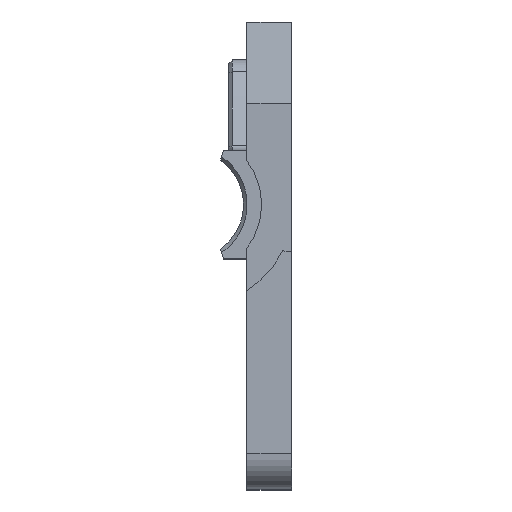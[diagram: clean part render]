
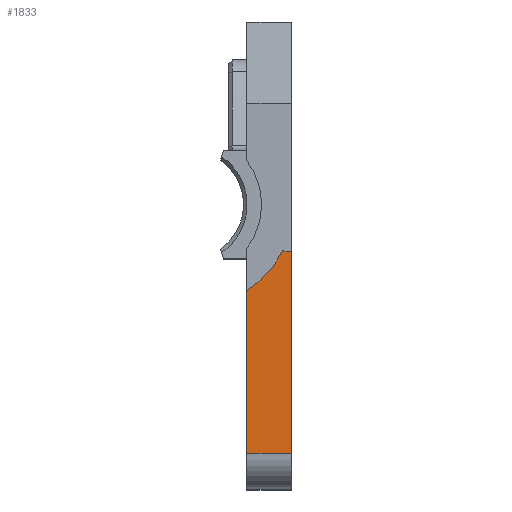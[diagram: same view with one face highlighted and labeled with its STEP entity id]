
A CAD part, top view. The second image highlights one B-rep face of the part: STEP entity #1833.
In plain terms, the highlighted planar face has unit normal (0, 0, 1).
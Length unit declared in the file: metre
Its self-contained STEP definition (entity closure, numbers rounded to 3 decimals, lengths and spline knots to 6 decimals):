
#120=LINE('',#3274,#239);
#121=LINE('',#3277,#240);
#122=LINE('',#3279,#241);
#123=LINE('',#3283,#242);
#239=VECTOR('',#2503,1.);
#240=VECTOR('',#2504,1.);
#241=VECTOR('',#2505,1.);
#242=VECTOR('',#2508,1.);
#309=PLANE('',#2042);
#594=ORIENTED_EDGE('',*,*,#1001,.F.);
#595=ORIENTED_EDGE('',*,*,#1002,.T.);
#596=ORIENTED_EDGE('',*,*,#1003,.F.);
#597=ORIENTED_EDGE('',*,*,#1004,.T.);
#598=ORIENTED_EDGE('',*,*,#1005,.F.);
#1001=EDGE_CURVE('',#1204,#1205,#120,.T.);
#1002=EDGE_CURVE('',#1204,#1206,#121,.T.);
#1003=EDGE_CURVE('',#1207,#1206,#122,.T.);
#1004=EDGE_CURVE('',#1207,#1208,#1342,.T.);
#1005=EDGE_CURVE('',#1205,#1208,#123,.T.);
#1204=VERTEX_POINT('',#3275);
#1205=VERTEX_POINT('',#3276);
#1206=VERTEX_POINT('',#3278);
#1207=VERTEX_POINT('',#3280);
#1208=VERTEX_POINT('',#3282);
#1342=CIRCLE('',#2043,0.01165);
#1471=EDGE_LOOP('',(#594,#595,#596,#597,#598));
#1638=FACE_BOUND('',#1471,.T.);
#1833=ADVANCED_FACE('',(#1638),#309,.F.);
#2042=AXIS2_PLACEMENT_3D('',#3273,#2501,#2502);
#2043=AXIS2_PLACEMENT_3D('',#3281,#2506,#2507);
#2501=DIRECTION('',(0.,0.,-1.));
#2502=DIRECTION('',(-1.,0.,0.));
#2503=DIRECTION('',(-1.,0.,0.));
#2504=DIRECTION('',(0.,1.,0.));
#2505=DIRECTION('',(0.986,-0.167,0.));
#2506=DIRECTION('',(0.,0.,-1.));
#2507=DIRECTION('',(0.,1.,0.));
#2508=DIRECTION('',(0.,1.,0.));
#3273=CARTESIAN_POINT('',(0.0215,-0.00285,0.062307));
#3274=CARTESIAN_POINT('',(0.009,-0.032136,0.062307));
#3275=CARTESIAN_POINT('',(0.0015,-0.032136,0.062307));
#3276=CARTESIAN_POINT('',(-0.0035,-0.032136,0.062307));
#3277=CARTESIAN_POINT('',(0.0015,-0.012243,0.062307));
#3278=CARTESIAN_POINT('',(0.0015,-0.009746,0.062307));
#3279=CARTESIAN_POINT('',(0.010404,-0.011257,0.062307));
#3280=CARTESIAN_POINT('',(0.00051,-0.009578,0.062307));
#3281=CARTESIAN_POINT('',(-0.009901,-0.00435,0.062307));
#3282=CARTESIAN_POINT('',(-0.0035,-0.014084,0.062307));
#3283=CARTESIAN_POINT('',(-0.0035,-0.003668,0.062307));
